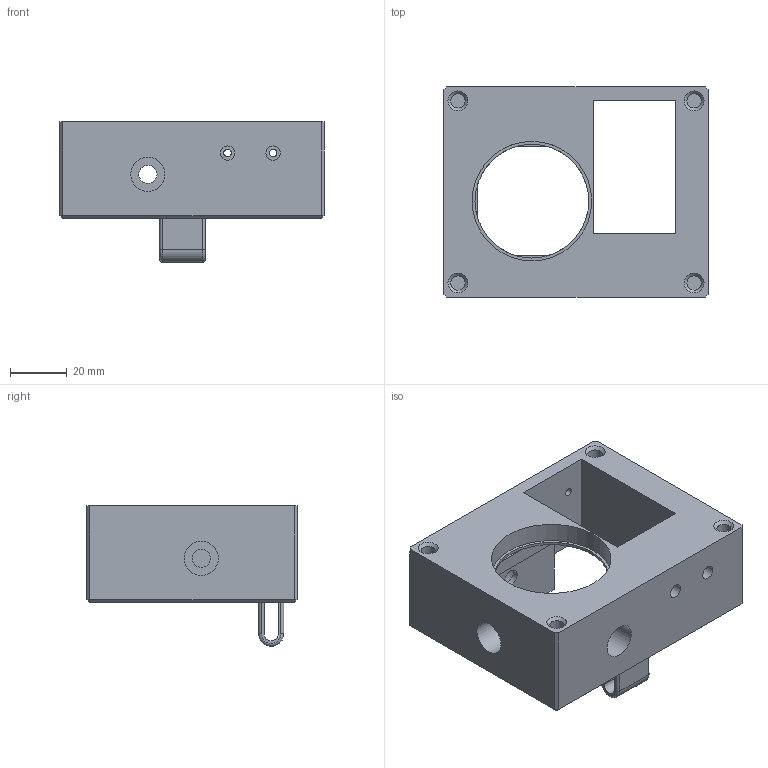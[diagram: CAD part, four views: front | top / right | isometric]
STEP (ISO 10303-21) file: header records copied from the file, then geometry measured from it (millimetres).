
FILE_DESCRIPTION(/* description */ (''),/* implementation_level */ '2;1');
FILE_NAME(/* name */ 'bottom_case.step',/* time_stamp */ '2026-02-16T15:09:35-08:00',/* author */ (''),/* organization */ (''),/* preprocessor_version */ 'ST-DEVELOPER v20.1',/* originating_system */ 'Autodesk Translation Framework v14.24.0.0',/* authorisation */ '');
FILE_SCHEMA (('AUTOMOTIVE_DESIGN { 1 0 10303 214 3 1 1 }'));
Length unit declared in the file: millimetre
Products named in the file (6): Manuel 1.0; V4 robot arm; Geared wrist; Bottom gearbox; Gearbox (1); Bottom case
Assembly tree (5 placements, depth 6):
  Manuel 1.0
    V4 robot arm
      Geared wrist
        Bottom gearbox
          Gearbox (1)
            Bottom case
Bounding box: 93 x 74.03 x 49.4 mm (x, y, z)
Volume: 128871.8 mm3; surface area: 32043.2 mm2
Topology: 1 solids, 1 shells, 86 faces, 196 edges, 122 vertices
Faces by surface type: plane 54, cylinder 26, cone 4, torus 2
Full cylindrical faces by diameter (mm): 2.7 x4, 5 x8, 6.4 x3, 12 x3, 40 x1, 42 x1
Entity records: 2576 total; most frequent: DIRECTION 454, CARTESIAN_POINT 415, ORIENTED_EDGE 392, EDGE_CURVE 196, AXIS2_PLACEMENT_3D 161, LINE 132, VECTOR 132, VERTEX_POINT 122
